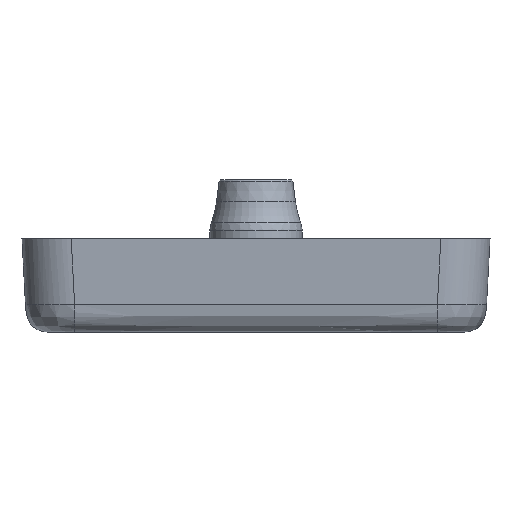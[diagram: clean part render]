
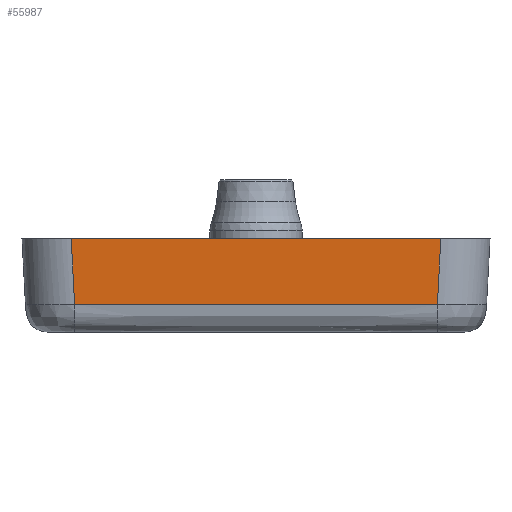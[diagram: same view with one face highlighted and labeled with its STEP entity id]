
A CAD part, left-side view. The second image highlights one B-rep face of the part: STEP entity #55987.
In plain terms, the highlighted face is planar.
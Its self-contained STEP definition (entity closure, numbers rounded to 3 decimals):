
#344 = DIRECTION ( 'NONE',  ( 0.999, 0.052, 0. ) ) ;
#625 = LINE ( 'NONE', #31835, #28874 ) ;
#1176 = DIRECTION ( 'NONE',  ( -0.052, 0.997, 0.052 ) ) ;
#1771 = CARTESIAN_POINT ( 'NONE',  ( 62.527, -0.521, -37.541 ) ) ;
#2071 = ORIENTED_EDGE ( 'NONE', *, *, #18433, .T. ) ;
#6308 = VECTOR ( 'NONE', #1176, 1000. ) ;
#6619 = FACE_OUTER_BOUND ( 'NONE', #11586, .T. ) ;
#8683 = VERTEX_POINT ( 'NONE', #25579 ) ;
#11150 = DIRECTION ( 'NONE',  ( 0., 0., -1. ) ) ;
#11586 = EDGE_LOOP ( 'NONE', ( #2071, #49612, #27319, #36362 ) ) ;
#12908 = EDGE_CURVE ( 'NONE', #38786, #8683, #19497, .T. ) ;
#17840 = EDGE_CURVE ( 'NONE', #8683, #52528, #45771, .T. ) ;
#18433 = EDGE_CURVE ( 'NONE', #52528, #22680, #52526, .T. ) ;
#19497 = LINE ( 'NONE', #51862, #28441 ) ;
#21611 = AXIS2_PLACEMENT_3D ( 'NONE', #42885, #344, #45526 ) ;
#22680 = VERTEX_POINT ( 'NONE', #37635 ) ;
#24761 = PLANE ( 'NONE',  #21611 ) ;
#25579 = CARTESIAN_POINT ( 'NONE',  ( 62.5, 0., -37.514 ) ) ;
#27025 = CARTESIAN_POINT ( 'NONE',  ( 61.802, 13.314, 36.816 ) ) ;
#27319 = ORIENTED_EDGE ( 'NONE', *, *, #12908, .T. ) ;
#27429 = EDGE_CURVE ( 'NONE', #22680, #38786, #625, .T. ) ;
#28441 = VECTOR ( 'NONE', #11150, 1000. ) ;
#28874 = VECTOR ( 'NONE', #32128, 1000. ) ;
#31835 = CARTESIAN_POINT ( 'NONE',  ( 62.268, 4.431, 37.281 ) ) ;
#32128 = DIRECTION ( 'NONE',  ( 0.052, -0.997, 0.052 ) ) ;
#34275 = CARTESIAN_POINT ( 'NONE',  ( 61.802, 13.314, -12.272 ) ) ;
#35380 = CARTESIAN_POINT ( 'NONE',  ( 61.802, 13.314, -36.816 ) ) ;
#36362 = ORIENTED_EDGE ( 'NONE', *, *, #17840, .T. ) ;
#37635 = CARTESIAN_POINT ( 'NONE',  ( 61.802, 13.314, 36.816 ) ) ;
#37653 = CARTESIAN_POINT ( 'NONE',  ( 62.5, 0., 37.514 ) ) ;
#38786 = VERTEX_POINT ( 'NONE', #37653 ) ;
#42885 = CARTESIAN_POINT ( 'NONE',  ( 62.5, 0., -47.5 ) ) ;
#45526 = DIRECTION ( 'NONE',  ( -0.052, 0.999, 0. ) ) ;
#45771 = LINE ( 'NONE', #1771, #6308 ) ;
#48767 = CARTESIAN_POINT ( 'NONE',  ( 61.802, 13.314, -36.816 ) ) ;
#49047 = CARTESIAN_POINT ( 'NONE',  ( 61.802, 13.314, 12.272 ) ) ;
#49612 = ORIENTED_EDGE ( 'NONE', *, *, #27429, .T. ) ;
#51862 = CARTESIAN_POINT ( 'NONE',  ( 62.5, 0., -47.5 ) ) ;
#52526 = B_SPLINE_CURVE_WITH_KNOTS ( 'NONE', 3,
 ( #35380, #34275, #49047, #27025 ),
 .UNSPECIFIED., .F., .F.,
 ( 4, 4 ),
 ( 0., 1. ),
 .UNSPECIFIED. ) ;
#52528 = VERTEX_POINT ( 'NONE', #48767 ) ;
#55987 = ADVANCED_FACE ( 'NONE', ( #6619 ), #24761, .T. ) ;
